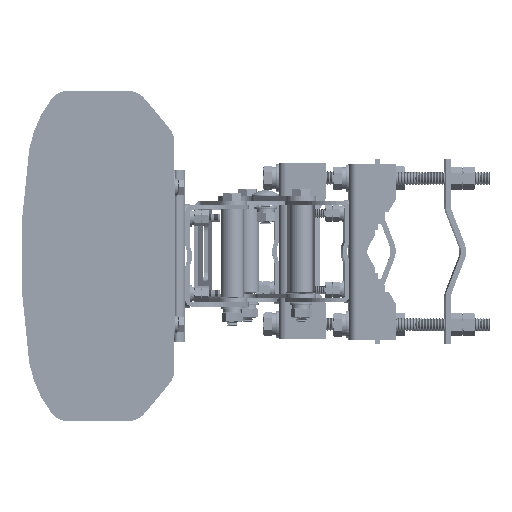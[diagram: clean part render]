
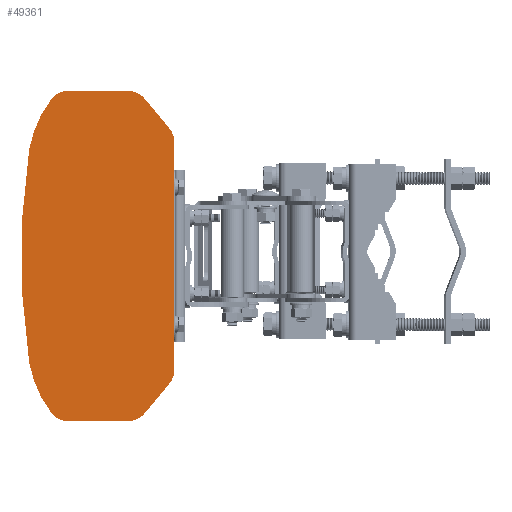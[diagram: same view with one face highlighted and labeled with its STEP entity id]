
A CAD part, left-side view. The second image highlights one B-rep face of the part: STEP entity #49361.
In plain terms, the highlighted planar face has unit normal (-1, 0, 0).
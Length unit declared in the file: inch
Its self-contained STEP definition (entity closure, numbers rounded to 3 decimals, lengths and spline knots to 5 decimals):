
#644 = CARTESIAN_POINT ( 'NONE',  ( -49.125, 1.03591, -2.95546 ) ) ;
#1841 = ORIENTED_EDGE ( 'NONE', *, *, #46648, .F. ) ;
#1985 = CIRCLE ( 'NONE', #42403, 0.75 ) ;
#2255 = DIRECTION ( 'NONE',  ( 0., 0., 1. ) ) ;
#2658 = AXIS2_PLACEMENT_3D ( 'NONE', #57161, #4050, #20245 ) ;
#3286 = CARTESIAN_POINT ( 'NONE',  ( -49.125, 1.03591, 2.95546 ) ) ;
#4050 = DIRECTION ( 'NONE',  ( 1., 0., 0. ) ) ;
#4150 = DIRECTION ( 'NONE',  ( 0., -0.64, -0.768 ) ) ;
#4169 = AXIS2_PLACEMENT_3D ( 'NONE', #43211, #60435, #16851 ) ;
#4385 = CIRCLE ( 'NONE', #5479, 0.75 ) ;
#4408 = EDGE_CURVE ( 'NONE', #33216, #49483, #68206, .T. ) ;
#5479 = AXIS2_PLACEMENT_3D ( 'NONE', #34287, #38906, #44531 ) ;
#7091 = EDGE_CURVE ( 'NONE', #33267, #39605, #57999, .T. ) ;
#7802 = ORIENTED_EDGE ( 'NONE', *, *, #37104, .F. ) ;
#7853 = DIRECTION ( 'NONE',  ( 1., 0., 0. ) ) ;
#8238 = AXIS2_PLACEMENT_3D ( 'NONE', #8554, #7853, #13131 ) ;
#8554 = CARTESIAN_POINT ( 'NONE',  ( -49.125, 0.75, 3.91596 ) ) ;
#8882 = EDGE_CURVE ( 'NONE', #39605, #63696, #31862, .T. ) ;
#9432 = LINE ( 'NONE', #15746, #22263 ) ;
#10556 = CARTESIAN_POINT ( 'NONE',  ( -49.125, 3.65072, -4.9375 ) ) ;
#10566 = CARTESIAN_POINT ( 'NONE',  ( -49.125, 1.60128, -4.9375 ) ) ;
#10758 = ORIENTED_EDGE ( 'NONE', *, *, #32415, .F. ) ;
#11091 = CARTESIAN_POINT ( 'NONE',  ( -49.125, 3.65072, -5.6875 ) ) ;
#12148 = CIRCLE ( 'NONE', #17704, 4.03111 ) ;
#13114 = ORIENTED_EDGE ( 'NONE', *, *, #21464, .F. ) ;
#13131 = DIRECTION ( 'NONE',  ( 0., 0., -1. ) ) ;
#14473 = CARTESIAN_POINT ( 'NONE',  ( -49.125, 4.24841, -5.39056 ) ) ;
#14595 = ORIENTED_EDGE ( 'NONE', *, *, #32973, .F. ) ;
#14691 = ORIENTED_EDGE ( 'NONE', *, *, #8882, .F. ) ;
#14819 = EDGE_LOOP ( 'NONE', ( #66978, #1841, #10758, #7802, #61794, #37552, #23096, #68283, #14595, #13114, #14691, #62030, #66023, #28223 ) ) ;
#15736 = CARTESIAN_POINT ( 'NONE',  ( -49.125, 4.24841, 5.39056 ) ) ;
#15742 = CARTESIAN_POINT ( 'NONE',  ( -49.125, 0.17383, -4.3961 ) ) ;
#15746 = CARTESIAN_POINT ( 'NONE',  ( -49.125, 1.02512, 5.41764 ) ) ;
#15845 = EDGE_CURVE ( 'NONE', #57579, #55157, #50911, .T. ) ;
#16851 = DIRECTION ( 'NONE',  ( 0., 0., -1. ) ) ;
#16996 = CARTESIAN_POINT ( 'NONE',  ( -49.125, 0., 3.91596 ) ) ;
#17109 = DIRECTION ( 'NONE',  ( 0., 1., 0. ) ) ;
#17343 = VECTOR ( 'NONE', #47465, 39.37008 ) ;
#17704 = AXIS2_PLACEMENT_3D ( 'NONE', #3286, #66247, #2255 ) ;
#17993 = CARTESIAN_POINT ( 'NONE',  ( -49.125, 3.65072, 5.6875 ) ) ;
#18339 = VERTEX_POINT ( 'NONE', #15736 ) ;
#19810 = AXIS2_PLACEMENT_3D ( 'NONE', #644, #22087, #43535 ) ;
#20245 = DIRECTION ( 'NONE',  ( 0., 0., 1. ) ) ;
#20435 = DIRECTION ( 'NONE',  ( -1., 0., 0. ) ) ;
#20779 = DIRECTION ( 'NONE',  ( 0., 0., 1. ) ) ;
#21464 = EDGE_CURVE ( 'NONE', #63696, #18339, #12148, .T. ) ;
#22087 = DIRECTION ( 'NONE',  ( 1., 0., 0. ) ) ;
#22263 = VECTOR ( 'NONE', #4150, 39.37008 ) ;
#22430 = AXIS2_PLACEMENT_3D ( 'NONE', #26787, #58820, #48274 ) ;
#23096 = ORIENTED_EDGE ( 'NONE', *, *, #60237, .F. ) ;
#26372 = CARTESIAN_POINT ( 'NONE',  ( -49.125, 1.02512, 5.41764 ) ) ;
#26787 = CARTESIAN_POINT ( 'NONE',  ( -49.125, 3.65072, 4.9375 ) ) ;
#28223 = ORIENTED_EDGE ( 'NONE', *, *, #41163, .F. ) ;
#28324 = CARTESIAN_POINT ( 'NONE',  ( -49.125, 3.65072, -5.6875 ) ) ;
#29206 = VERTEX_POINT ( 'NONE', #15742 ) ;
#31588 = CARTESIAN_POINT ( 'NONE',  ( -49.125, 3.65072, 5.6875 ) ) ;
#31862 = CIRCLE ( 'NONE', #2658, 24.31424 ) ;
#32415 = EDGE_CURVE ( 'NONE', #39895, #29206, #4385, .T. ) ;
#32896 = LINE ( 'NONE', #28324, #58234 ) ;
#32973 = EDGE_CURVE ( 'NONE', #18339, #33216, #56102, .T. ) ;
#33216 = VERTEX_POINT ( 'NONE', #17993 ) ;
#33267 = VERTEX_POINT ( 'NONE', #14473 ) ;
#33406 = DIRECTION ( 'NONE',  ( 1., 0., 0. ) ) ;
#33424 = LINE ( 'NONE', #59488, #60893 ) ;
#34287 = CARTESIAN_POINT ( 'NONE',  ( -49.125, 0.75, -3.91596 ) ) ;
#34725 = VERTEX_POINT ( 'NONE', #26372 ) ;
#37070 = LINE ( 'NONE', #16996, #69020 ) ;
#37104 = EDGE_CURVE ( 'NONE', #55157, #39895, #37070, .T. ) ;
#37552 = ORIENTED_EDGE ( 'NONE', *, *, #41016, .F. ) ;
#38906 = DIRECTION ( 'NONE',  ( 1., 0., 0. ) ) ;
#39605 = VERTEX_POINT ( 'NONE', #67423 ) ;
#39895 = VERTEX_POINT ( 'NONE', #53266 ) ;
#40690 = EDGE_CURVE ( 'NONE', #41512, #33267, #1985, .T. ) ;
#41016 = EDGE_CURVE ( 'NONE', #34725, #57579, #9432, .T. ) ;
#41163 = EDGE_CURVE ( 'NONE', #47066, #41512, #32896, .T. ) ;
#41496 = CARTESIAN_POINT ( 'NONE',  ( -49.125, 0., 3.91596 ) ) ;
#41512 = VERTEX_POINT ( 'NONE', #11091 ) ;
#41612 = CIRCLE ( 'NONE', #66326, 0.75 ) ;
#42403 = AXIS2_PLACEMENT_3D ( 'NONE', #10556, #42546, #43223 ) ;
#42546 = DIRECTION ( 'NONE',  ( 1., 0., 0. ) ) ;
#42838 = CARTESIAN_POINT ( 'NONE',  ( -49.125, 1.02512, -5.41764 ) ) ;
#43211 = CARTESIAN_POINT ( 'NONE',  ( -49.125, 1.60128, 4.9375 ) ) ;
#43223 = DIRECTION ( 'NONE',  ( 0., 0., -1. ) ) ;
#43535 = DIRECTION ( 'NONE',  ( 0., 0., -1. ) ) ;
#43934 = CARTESIAN_POINT ( 'NONE',  ( -49.125, 1.60128, 5.6875 ) ) ;
#44531 = DIRECTION ( 'NONE',  ( 0., 0., -1. ) ) ;
#44685 = CARTESIAN_POINT ( 'NONE',  ( -49.125, 1.60128, -4.9375 ) ) ;
#45130 = CARTESIAN_POINT ( 'NONE',  ( -49.125, 0.17383, 4.3961 ) ) ;
#46648 = EDGE_CURVE ( 'NONE', #29206, #50770, #33424, .T. ) ;
#47066 = VERTEX_POINT ( 'NONE', #67429 ) ;
#47176 = FACE_OUTER_BOUND ( 'NONE', #14819, .T. ) ;
#47465 = DIRECTION ( 'NONE',  ( 0., -1., 0. ) ) ;
#48274 = DIRECTION ( 'NONE',  ( 0., 0., 1. ) ) ;
#48591 = DIRECTION ( 'NONE',  ( 0., 0.64, -0.768 ) ) ;
#49099 = CIRCLE ( 'NONE', #4169, 0.75 ) ;
#49361 = ADVANCED_FACE ( 'NONE', ( #47176 ), #68602, .T. ) ;
#49483 = VERTEX_POINT ( 'NONE', #43934 ) ;
#50770 = VERTEX_POINT ( 'NONE', #42838 ) ;
#50911 = CIRCLE ( 'NONE', #8238, 0.75 ) ;
#52900 = DIRECTION ( 'NONE',  ( 0., 0., -1. ) ) ;
#53266 = CARTESIAN_POINT ( 'NONE',  ( -49.125, 0., -3.91596 ) ) ;
#55157 = VERTEX_POINT ( 'NONE', #41496 ) ;
#56102 = CIRCLE ( 'NONE', #22430, 0.75 ) ;
#57161 = CARTESIAN_POINT ( 'NONE',  ( -49.125, -19.03299, 0. ) ) ;
#57579 = VERTEX_POINT ( 'NONE', #45130 ) ;
#57999 = CIRCLE ( 'NONE', #19810, 4.03111 ) ;
#58234 = VECTOR ( 'NONE', #17109, 39.37008 ) ;
#58820 = DIRECTION ( 'NONE',  ( 1., 0., 0. ) ) ;
#59488 = CARTESIAN_POINT ( 'NONE',  ( -49.125, 0.17383, -4.3961 ) ) ;
#60237 = EDGE_CURVE ( 'NONE', #49483, #34725, #49099, .T. ) ;
#60435 = DIRECTION ( 'NONE',  ( 1., 0., 0. ) ) ;
#60893 = VECTOR ( 'NONE', #48591, 39.37008 ) ;
#61794 = ORIENTED_EDGE ( 'NONE', *, *, #15845, .F. ) ;
#62030 = ORIENTED_EDGE ( 'NONE', *, *, #7091, .F. ) ;
#63696 = VERTEX_POINT ( 'NONE', #69233 ) ;
#64571 = EDGE_CURVE ( 'NONE', #50770, #47066, #41612, .T. ) ;
#65418 = DIRECTION ( 'NONE',  ( 0., 0., 1. ) ) ;
#66023 = ORIENTED_EDGE ( 'NONE', *, *, #40690, .F. ) ;
#66247 = DIRECTION ( 'NONE',  ( 1., 0., 0. ) ) ;
#66326 = AXIS2_PLACEMENT_3D ( 'NONE', #44685, #33406, #65418 ) ;
#66695 = AXIS2_PLACEMENT_3D ( 'NONE', #10566, #20435, #20779 ) ;
#66978 = ORIENTED_EDGE ( 'NONE', *, *, #64571, .F. ) ;
#67423 = CARTESIAN_POINT ( 'NONE',  ( -49.125, 5., -3.6875 ) ) ;
#67429 = CARTESIAN_POINT ( 'NONE',  ( -49.125, 1.60128, -5.6875 ) ) ;
#68206 = LINE ( 'NONE', #31588, #17343 ) ;
#68283 = ORIENTED_EDGE ( 'NONE', *, *, #4408, .F. ) ;
#68602 = PLANE ( 'NONE',  #66695 ) ;
#69020 = VECTOR ( 'NONE', #52900, 39.37008 ) ;
#69233 = CARTESIAN_POINT ( 'NONE',  ( -49.125, 5., 3.6875 ) ) ;
